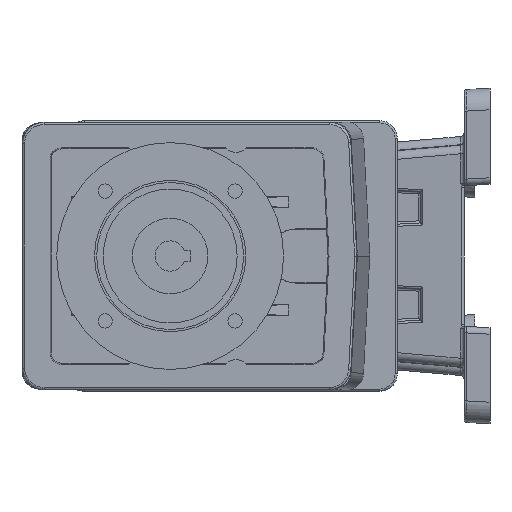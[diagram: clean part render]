
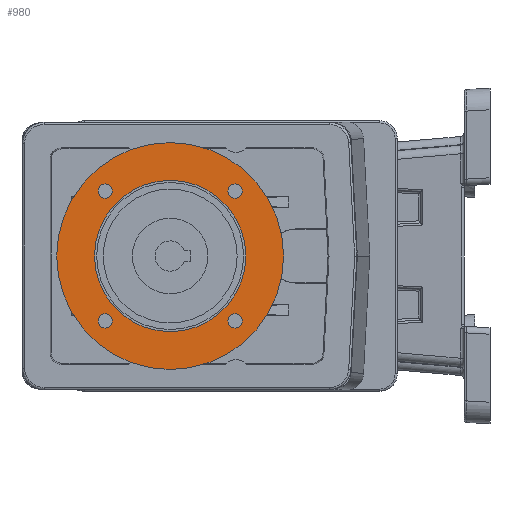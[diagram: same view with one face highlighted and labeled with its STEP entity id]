
A CAD part, left-side view. The second image highlights one B-rep face of the part: STEP entity #980.
In plain terms, the highlighted planar face has unit normal (-1, 0, 0).
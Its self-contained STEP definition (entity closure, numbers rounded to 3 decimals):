
#980 = ADVANCED_FACE( '', ( #2534, #2535, #2536, #2537, #2538, #2539 ), #2540, .F. );
#2534 = FACE_BOUND( '', #5853, .T. );
#2535 = FACE_BOUND( '', #5854, .T. );
#2536 = FACE_BOUND( '', #5855, .T. );
#2537 = FACE_BOUND( '', #5856, .T. );
#2538 = FACE_OUTER_BOUND( '', #5857, .T. );
#2539 = FACE_BOUND( '', #5858, .T. );
#2540 = PLANE( '', #5859 );
#5853 = EDGE_LOOP( '', ( #12556 ) );
#5854 = EDGE_LOOP( '', ( #12557 ) );
#5855 = EDGE_LOOP( '', ( #12558 ) );
#5856 = EDGE_LOOP( '', ( #12559 ) );
#5857 = EDGE_LOOP( '', ( #12560 ) );
#5858 = EDGE_LOOP( '', ( #12561 ) );
#5859 = AXIS2_PLACEMENT_3D( '', #12562, #12563, #12564 );
#12556 = ORIENTED_EDGE( '', *, *, #18723, .T. );
#12557 = ORIENTED_EDGE( '', *, *, #18724, .T. );
#12558 = ORIENTED_EDGE( '', *, *, #18725, .T. );
#12559 = ORIENTED_EDGE( '', *, *, #18726, .T. );
#12560 = ORIENTED_EDGE( '', *, *, #18727, .F. );
#12561 = ORIENTED_EDGE( '', *, *, #18058, .T. );
#12562 = CARTESIAN_POINT( '', ( -121.745, 48., 72.463 ) );
#12563 = DIRECTION( '', ( 1., 0., 0. ) );
#12564 = DIRECTION( '', ( 0., -1., 0. ) );
#18058 = EDGE_CURVE( '', #20506, #20506, #20507, .T. );
#18723 = EDGE_CURVE( '', #21654, #21654, #21655, .T. );
#18724 = EDGE_CURVE( '', #21656, #21656, #21657, .T. );
#18725 = EDGE_CURVE( '', #21658, #21658, #21659, .T. );
#18726 = EDGE_CURVE( '', #21660, #21660, #21661, .T. );
#18727 = EDGE_CURVE( '', #21662, #21662, #21663, .T. );
#20506 = VERTEX_POINT( '', #24068 );
#20507 = CIRCLE( '', #24069, 3.3 );
#21654 = VERTEX_POINT( '', #26179 );
#21655 = CIRCLE( '', #26180, 3.3 );
#21656 = VERTEX_POINT( '', #26181 );
#21657 = CIRCLE( '', #26182, 3.3 );
#21658 = VERTEX_POINT( '', #26183 );
#21659 = CIRCLE( '', #26184, 3.3 );
#21660 = VERTEX_POINT( '', #26185 );
#21661 = CIRCLE( '', #26186, 35. );
#21662 = VERTEX_POINT( '', #26187 );
#21663 = CIRCLE( '', #26188, 52.5 );
#24068 = CARTESIAN_POINT( '', ( -121.745, 17.948, 39.111 ) );
#24069 = AXIS2_PLACEMENT_3D( '', #30737, #30738, #30739 );
#26179 = CARTESIAN_POINT( '', ( -121.745, 81.352, 42.411 ) );
#26180 = AXIS2_PLACEMENT_3D( '', #31589, #31590, #31591 );
#26181 = CARTESIAN_POINT( '', ( -121.745, 78.052, 105.815 ) );
#26182 = AXIS2_PLACEMENT_3D( '', #31592, #31593, #31594 );
#26183 = CARTESIAN_POINT( '', ( -121.745, 14.648, 102.515 ) );
#26184 = AXIS2_PLACEMENT_3D( '', #31595, #31596, #31597 );
#26185 = CARTESIAN_POINT( '', ( -121.745, 48., 37.463 ) );
#26186 = AXIS2_PLACEMENT_3D( '', #31598, #31599, #31600 );
#26187 = CARTESIAN_POINT( '', ( -121.745, 48., 19.963 ) );
#26188 = AXIS2_PLACEMENT_3D( '', #31601, #31602, #31603 );
#30737 = CARTESIAN_POINT( '', ( -121.745, 17.948, 42.411 ) );
#30738 = DIRECTION( '', ( 1., 0., 0. ) );
#30739 = DIRECTION( '', ( 0., 0., -1. ) );
#31589 = CARTESIAN_POINT( '', ( -121.745, 78.052, 42.411 ) );
#31590 = DIRECTION( '', ( 1., 0., 0. ) );
#31591 = DIRECTION( '', ( 0., 1., 0. ) );
#31592 = CARTESIAN_POINT( '', ( -121.745, 78.052, 102.515 ) );
#31593 = DIRECTION( '', ( 1., 0., 0. ) );
#31594 = DIRECTION( '', ( 0., 0., 1. ) );
#31595 = CARTESIAN_POINT( '', ( -121.745, 17.948, 102.515 ) );
#31596 = DIRECTION( '', ( 1., 0., 0. ) );
#31597 = DIRECTION( '', ( 0., -1., 0. ) );
#31598 = CARTESIAN_POINT( '', ( -121.745, 48., 72.463 ) );
#31599 = DIRECTION( '', ( 1., 0., 0. ) );
#31600 = DIRECTION( '', ( 0., 0., -1. ) );
#31601 = CARTESIAN_POINT( '', ( -121.745, 48., 72.463 ) );
#31602 = DIRECTION( '', ( 1., 0., 0. ) );
#31603 = DIRECTION( '', ( 0., 0., -1. ) );
